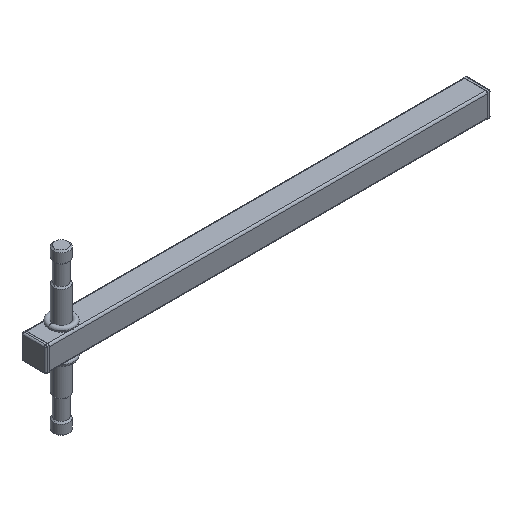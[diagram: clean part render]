
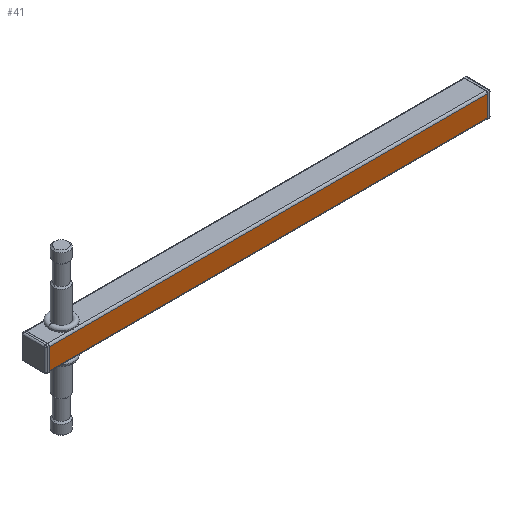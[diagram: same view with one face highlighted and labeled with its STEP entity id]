
A CAD part, isometric view. The second image highlights one B-rep face of the part: STEP entity #41.
In plain terms, the highlighted planar face has unit normal (0, -1, 0).
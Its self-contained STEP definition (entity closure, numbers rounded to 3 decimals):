
#41 = ADVANCED_FACE ( 'NONE', ( #1697 ), #347, .F. ) ;
#62 = ORIENTED_EDGE ( 'NONE', *, *, #1397, .T. ) ;
#76 = CARTESIAN_POINT ( 'NONE',  ( 0., -12.7, 10.7 ) ) ;
#126 = CARTESIAN_POINT ( 'NONE',  ( 450., -12.7, 10.7 ) ) ;
#347 = PLANE ( 'NONE',  #2836 ) ;
#430 = VECTOR ( 'NONE', #2066, 1000. ) ;
#499 = DIRECTION ( 'NONE',  ( 0., 0., -1. ) ) ;
#524 = ORIENTED_EDGE ( 'NONE', *, *, #1291, .F. ) ;
#561 = VERTEX_POINT ( 'NONE', #1363 ) ;
#719 = DIRECTION ( 'NONE',  ( -1., 0., 0. ) ) ;
#1041 = VECTOR ( 'NONE', #499, 1000. ) ;
#1078 = LINE ( 'NONE', #1111, #2619 ) ;
#1111 = CARTESIAN_POINT ( 'NONE',  ( 450., -12.7, -10.7 ) ) ;
#1229 = DIRECTION ( 'NONE',  ( 0., 0., 1. ) ) ;
#1231 = EDGE_LOOP ( 'NONE', ( #1267, #524, #2755, #62 ) ) ;
#1267 = ORIENTED_EDGE ( 'NONE', *, *, #1949, .T. ) ;
#1270 = LINE ( 'NONE', #1287, #2087 ) ;
#1287 = CARTESIAN_POINT ( 'NONE',  ( 450., -12.7, 10.7 ) ) ;
#1291 = EDGE_CURVE ( 'NONE', #561, #1726, #1078, .T. ) ;
#1363 = CARTESIAN_POINT ( 'NONE',  ( 450., -12.7, -10.7 ) ) ;
#1397 = EDGE_CURVE ( 'NONE', #1578, #2083, #2591, .T. ) ;
#1449 = CARTESIAN_POINT ( 'NONE',  ( 0., -12.7, -10.7 ) ) ;
#1578 = VERTEX_POINT ( 'NONE', #2739 ) ;
#1625 = CARTESIAN_POINT ( 'NONE',  ( 450., -12.7, 10.7 ) ) ;
#1697 = FACE_OUTER_BOUND ( 'NONE', #1231, .T. ) ;
#1726 = VERTEX_POINT ( 'NONE', #1449 ) ;
#1733 = DIRECTION ( 'NONE',  ( 0., 0., -1. ) ) ;
#1949 = EDGE_CURVE ( 'NONE', #2083, #1726, #2585, .T. ) ;
#2066 = DIRECTION ( 'NONE',  ( -1., 0., 0. ) ) ;
#2083 = VERTEX_POINT ( 'NONE', #76 ) ;
#2087 = VECTOR ( 'NONE', #1733, 1000. ) ;
#2386 = EDGE_CURVE ( 'NONE', #1578, #561, #1270, .T. ) ;
#2585 = LINE ( 'NONE', #2851, #1041 ) ;
#2591 = LINE ( 'NONE', #1625, #430 ) ;
#2619 = VECTOR ( 'NONE', #719, 1000. ) ;
#2739 = CARTESIAN_POINT ( 'NONE',  ( 450., -12.7, 10.7 ) ) ;
#2755 = ORIENTED_EDGE ( 'NONE', *, *, #2386, .F. ) ;
#2804 = DIRECTION ( 'NONE',  ( 0., 1., 0. ) ) ;
#2836 = AXIS2_PLACEMENT_3D ( 'NONE', #126, #2804, #1229 ) ;
#2851 = CARTESIAN_POINT ( 'NONE',  ( 0., -12.7, 10.7 ) ) ;
